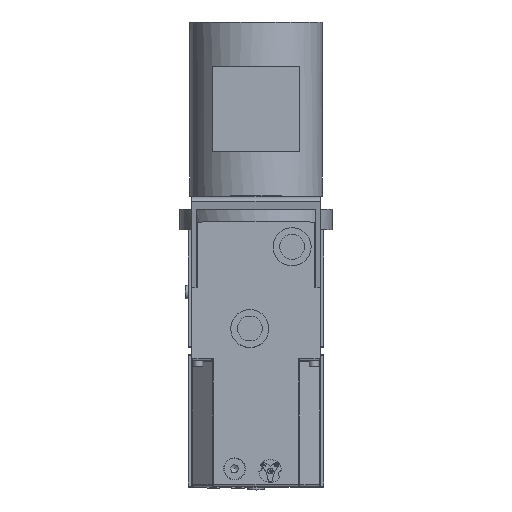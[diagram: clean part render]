
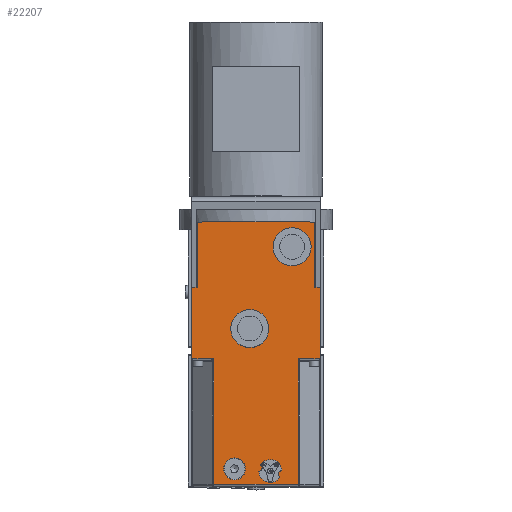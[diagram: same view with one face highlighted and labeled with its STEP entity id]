
A CAD part, top view. The second image highlights one B-rep face of the part: STEP entity #22207.
In plain terms, the highlighted planar face has unit normal (0, 0, 1).
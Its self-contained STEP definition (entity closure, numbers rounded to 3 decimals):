
#1317=CARTESIAN_POINT('',(67.5,67.,106.5));
#1318=VERTEX_POINT('',#1317);
#1325=CARTESIAN_POINT('',(67.5,-8.4,106.5));
#1326=VERTEX_POINT('',#1325);
#1327=CARTESIAN_POINT('',(67.5,-8.4,106.5));
#1328=DIRECTION('',(0.0,1.0,0.0));
#1329=VECTOR('',#1328,75.4);
#1330=LINE('',#1327,#1329);
#1331=EDGE_CURVE('',#1326,#1318,#1330,.T.);
#2480=CARTESIAN_POINT('',(0.0,136.0,106.5));
#2481=VERTEX_POINT('',#2480);
#2488=CARTESIAN_POINT('',(62.,135.541,106.5));
#2489=VERTEX_POINT('',#2488);
#2490=CARTESIAN_POINT('',(0.,136.0,106.5));
#2491=DIRECTION('',(1.,-0.007,0.0));
#2492=VECTOR('',#2491,62.002);
#2493=LINE('',#2490,#2492);
#2494=EDGE_CURVE('',#2481,#2489,#2493,.T.);
#6208=CARTESIAN_POINT('',(-67.5,-8.4,106.5));
#6209=VERTEX_POINT('',#6208);
#6216=CARTESIAN_POINT('',(-67.5,67.,106.5));
#6217=VERTEX_POINT('',#6216);
#6218=CARTESIAN_POINT('',(-67.5,67.,106.5));
#6219=DIRECTION('',(0.0,-1.0,0.0));
#6220=VECTOR('',#6219,75.4);
#6221=LINE('',#6218,#6220);
#6222=EDGE_CURVE('',#6209,#6217,#6221,.F.);
#9361=CARTESIAN_POINT('',(18.,109.5,106.5));
#9362=VERTEX_POINT('',#9361);
#9363=CARTESIAN_POINT('',(38.0,109.5,106.5));
#9364=DIRECTION('',(0.0,0.0,-1.0));
#9365=DIRECTION('',(-1.0,0.0,0.0));
#9366=AXIS2_PLACEMENT_3D('',#9363,#9364,#9365);
#9367=CIRCLE('',#9366,20.0);
#9368=EDGE_CURVE('',#9362,#9362,#9367,.T.);
#9521=CARTESIAN_POINT('',(13.5,23.5,106.5));
#9522=VERTEX_POINT('',#9521);
#9523=CARTESIAN_POINT('',(-6.5,23.5,106.5));
#9524=DIRECTION('',(0.0,0.0,-1.0));
#9525=DIRECTION('',(1.0,0.0,0.0));
#9526=AXIS2_PLACEMENT_3D('',#9523,#9524,#9525);
#9527=CIRCLE('',#9526,20.0);
#9528=EDGE_CURVE('',#9522,#9522,#9527,.T.);
#16691=CARTESIAN_POINT('',(44.672,-140.5,106.5));
#16692=VERTEX_POINT('',#16691);
#16700=CARTESIAN_POINT('',(-44.672,-140.5,106.5));
#16701=VERTEX_POINT('',#16700);
#16702=CARTESIAN_POINT('',(44.672,-140.5,106.5));
#16703=DIRECTION('',(-1.0,0.0,0.0));
#16704=VECTOR('',#16703,89.343);
#16705=LINE('',#16702,#16704);
#16706=EDGE_CURVE('',#16692,#16701,#16705,.T.);
#17554=CARTESIAN_POINT('',(-44.672,-8.4,106.5));
#17555=VERTEX_POINT('',#17554);
#17902=CARTESIAN_POINT('',(-44.672,-8.4,106.5));
#17903=DIRECTION('',(-1.0,0.0,0.0));
#17904=VECTOR('',#17903,22.828);
#17905=LINE('',#17902,#17904);
#17906=EDGE_CURVE('',#17555,#6209,#17905,.T.);
#18141=CARTESIAN_POINT('',(44.672,-8.4,106.5));
#18142=VERTEX_POINT('',#18141);
#18257=CARTESIAN_POINT('',(44.672,-140.5,106.5));
#18258=DIRECTION('',(0.0,1.0,0.0));
#18259=VECTOR('',#18258,132.1);
#18260=LINE('',#18257,#18259);
#18261=EDGE_CURVE('',#16692,#18142,#18260,.T.);
#18286=CARTESIAN_POINT('',(67.5,-8.4,106.5));
#18287=DIRECTION('',(-1.0,0.0,0.0));
#18288=VECTOR('',#18287,22.828);
#18289=LINE('',#18286,#18288);
#18290=EDGE_CURVE('',#1326,#18142,#18289,.T.);
#20936=CARTESIAN_POINT('',(-44.672,-8.4,106.5));
#20937=DIRECTION('',(0.0,-1.0,0.0));
#20938=VECTOR('',#20937,132.1);
#20939=LINE('',#20936,#20938);
#20940=EDGE_CURVE('',#17555,#16701,#20939,.T.);
#21634=CARTESIAN_POINT('',(-62.,67.0,106.5));
#21635=VERTEX_POINT('',#21634);
#21651=CARTESIAN_POINT('',(-62.,67.,106.5));
#21652=DIRECTION('',(-1.0,0.0,0.0));
#21653=VECTOR('',#21652,5.5);
#21654=LINE('',#21651,#21653);
#21655=EDGE_CURVE('',#6217,#21635,#21654,.F.);
#21717=CARTESIAN_POINT('',(-62.,135.541,106.5));
#21718=VERTEX_POINT('',#21717);
#21719=CARTESIAN_POINT('',(-62.,67.0,106.5));
#21720=DIRECTION('',(0.0,1.0,0.0));
#21721=VECTOR('',#21720,68.541);
#21722=LINE('',#21719,#21721);
#21723=EDGE_CURVE('',#21718,#21635,#21722,.F.);
#21750=CARTESIAN_POINT('',(0.0,136.0,106.5));
#21751=DIRECTION('',(-1.,-0.007,0.0));
#21752=VECTOR('',#21751,62.002);
#21753=LINE('',#21750,#21752);
#21754=EDGE_CURVE('',#21718,#2481,#21753,.F.);
#21967=CARTESIAN_POINT('',(62.,67.0,106.5));
#21968=VERTEX_POINT('',#21967);
#21975=CARTESIAN_POINT('',(67.5,67.,106.5));
#21976=DIRECTION('',(-1.0,0.0,0.0));
#21977=VECTOR('',#21976,5.5);
#21978=LINE('',#21975,#21977);
#21979=EDGE_CURVE('',#1318,#21968,#21978,.T.);
#22113=CARTESIAN_POINT('',(62.,67.0,106.5));
#22114=DIRECTION('',(0.0,1.0,0.0));
#22115=VECTOR('',#22114,68.541);
#22116=LINE('',#22113,#22115);
#22117=EDGE_CURVE('',#21968,#2489,#22116,.T.);
#22150=CARTESIAN_POINT('',(22.5,-123.5,106.5));
#22151=DIRECTION('',(0.0,0.0,1.0));
#22152=DIRECTION('',(1.0,0.0,0.0));
#22153=AXIS2_PLACEMENT_3D('',#22150,#22151,#22152);
#22154=PLANE('',#22153);
#22155=ORIENTED_EDGE('',*,*,#21723,.T.);
#22156=ORIENTED_EDGE('',*,*,#21655,.F.);
#22157=ORIENTED_EDGE('',*,*,#6222,.F.);
#22158=ORIENTED_EDGE('',*,*,#17906,.F.);
#22159=ORIENTED_EDGE('',*,*,#20940,.T.);
#22160=ORIENTED_EDGE('',*,*,#16706,.F.);
#22161=ORIENTED_EDGE('',*,*,#18261,.T.);
#22162=ORIENTED_EDGE('',*,*,#18290,.F.);
#22163=ORIENTED_EDGE('',*,*,#1331,.T.);
#22164=ORIENTED_EDGE('',*,*,#21979,.T.);
#22165=ORIENTED_EDGE('',*,*,#22117,.T.);
#22166=ORIENTED_EDGE('',*,*,#2494,.F.);
#22167=ORIENTED_EDGE('',*,*,#21754,.F.);
#22168=EDGE_LOOP('',(#22155,#22156,#22157,#22158,#22159,#22160,#22161,#22162,#22163,#22164,#22165,#22166,#22167));
#22169=FACE_OUTER_BOUND('',#22168,.T.);
#22170=CARTESIAN_POINT('',(-11.,-124.,106.5));
#22171=VERTEX_POINT('',#22170);
#22172=CARTESIAN_POINT('',(-22.5,-124.,106.5));
#22173=DIRECTION('',(0.0,0.0,-1.0));
#22174=DIRECTION('',(1.0,0.0,0.0));
#22175=AXIS2_PLACEMENT_3D('',#22172,#22173,#22174);
#22176=CIRCLE('',#22175,11.5);
#22177=EDGE_CURVE('',#22171,#22171,#22176,.T.);
#22178=ORIENTED_EDGE('',*,*,#22177,.T.);
#22179=EDGE_LOOP('',(#22178));
#22180=FACE_BOUND('',#22179,.T.);
#22181=ORIENTED_EDGE('',*,*,#9528,.T.);
#22182=EDGE_LOOP('',(#22181));
#22183=FACE_BOUND('',#22182,.T.);
#22184=CARTESIAN_POINT('',(15.,-132.1,106.5));
#22185=VERTEX_POINT('',#22184);
#22186=CARTESIAN_POINT('',(15.,-120.5,106.5));
#22187=VERTEX_POINT('',#22186);
#22188=CARTESIAN_POINT('',(15.,-126.3,106.5));
#22189=DIRECTION('',(0.,0.,1.));
#22190=DIRECTION('',(0.966,-0.259,0.));
#22191=AXIS2_PLACEMENT_3D('',#22188,#22189,#22190);
#22192=CIRCLE('',#22191,5.8);
#22193=EDGE_CURVE('',#22185,#22187,#22192,.T.);
#22194=ORIENTED_EDGE('',*,*,#22193,.F.);
#22195=CARTESIAN_POINT('',(15.,-126.3,106.5));
#22196=DIRECTION('',(0.,0.,1.));
#22197=DIRECTION('',(-0.966,0.259,0.));
#22198=AXIS2_PLACEMENT_3D('',#22195,#22196,#22197);
#22199=CIRCLE('',#22198,5.8);
#22200=EDGE_CURVE('',#22187,#22185,#22199,.T.);
#22201=ORIENTED_EDGE('',*,*,#22200,.F.);
#22202=EDGE_LOOP('',(#22194,#22201));
#22203=FACE_BOUND('',#22202,.T.);
#22204=ORIENTED_EDGE('',*,*,#9368,.T.);
#22205=EDGE_LOOP('',(#22204));
#22206=FACE_BOUND('',#22205,.T.);
#22207=ADVANCED_FACE('',(#22169,#22180,#22183,#22203,#22206),#22154,.T.);
